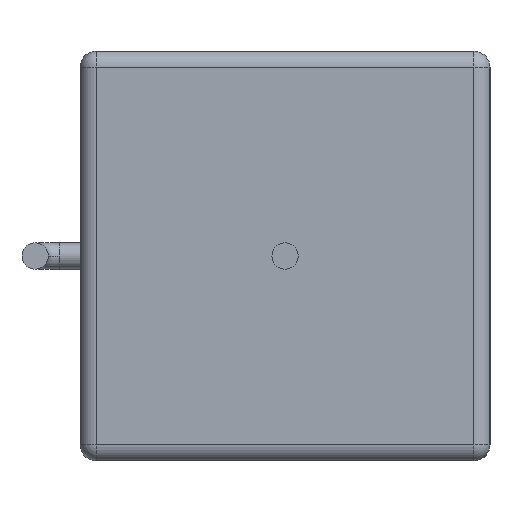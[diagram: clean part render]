
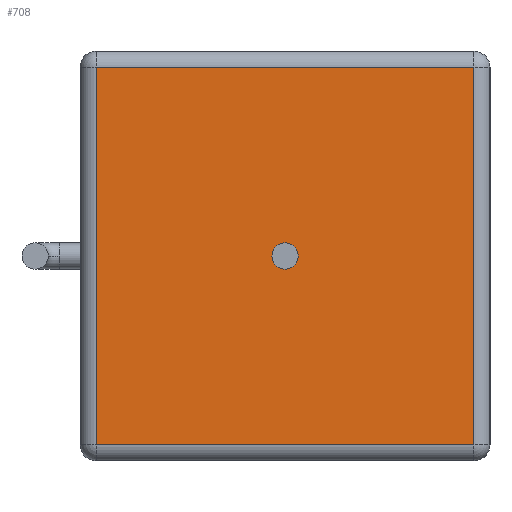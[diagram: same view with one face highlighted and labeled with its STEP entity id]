
A CAD part, front view. The second image highlights one B-rep face of the part: STEP entity #708.
In plain terms, the highlighted planar face has unit normal (0, -1, 0).
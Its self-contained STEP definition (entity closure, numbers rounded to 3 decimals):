
#17 = DIRECTION ( 'NONE',  ( 0., -1., 0. ) ) ;
#31 = VECTOR ( 'NONE', #194, 1000. ) ;
#67 = CARTESIAN_POINT ( 'NONE',  ( 0., 0.5, 0. ) ) ;
#77 = EDGE_CURVE ( 'NONE', #818, #743, #883, .T. ) ;
#83 = CIRCLE ( 'NONE', #735, 0.4 ) ;
#138 = DIRECTION ( 'NONE',  ( 0., 0., -1. ) ) ;
#168 = CIRCLE ( 'NONE', #1070, 0.4 ) ;
#192 = VERTEX_POINT ( 'NONE', #568 ) ;
#194 = DIRECTION ( 'NONE',  ( 1., 0., 0. ) ) ;
#204 = EDGE_LOOP ( 'NONE', ( #478, #433 ) ) ;
#212 = VERTEX_POINT ( 'NONE', #829 ) ;
#216 = DIRECTION ( 'NONE',  ( -1., 0., 0. ) ) ;
#299 = FACE_BOUND ( 'NONE', #204, .T. ) ;
#329 = EDGE_LOOP ( 'NONE', ( #971, #549, #480, #973 ) ) ;
#334 = PLANE ( 'NONE',  #967 ) ;
#379 = EDGE_CURVE ( 'NONE', #898, #192, #429, .T. ) ;
#391 = LINE ( 'NONE', #734, #917 ) ;
#397 = CARTESIAN_POINT ( 'NONE',  ( 0., 0.5, 0.4 ) ) ;
#417 = VECTOR ( 'NONE', #138, 1000. ) ;
#429 = LINE ( 'NONE', #855, #671 ) ;
#433 = ORIENTED_EDGE ( 'NONE', *, *, #706, .F. ) ;
#461 = LINE ( 'NONE', #543, #31 ) ;
#478 = ORIENTED_EDGE ( 'NONE', *, *, #546, .F. ) ;
#480 = ORIENTED_EDGE ( 'NONE', *, *, #869, .T. ) ;
#520 = FACE_OUTER_BOUND ( 'NONE', #329, .T. ) ;
#543 = CARTESIAN_POINT ( 'NONE',  ( -6.25, 0.5, -5.75 ) ) ;
#546 = EDGE_CURVE ( 'NONE', #212, #1038, #168, .T. ) ;
#549 = ORIENTED_EDGE ( 'NONE', *, *, #77, .T. ) ;
#568 = CARTESIAN_POINT ( 'NONE',  ( 5.75, 0.5, 5.75 ) ) ;
#599 = CARTESIAN_POINT ( 'NONE',  ( -5.75, 0.5, -5.75 ) ) ;
#638 = DIRECTION ( 'NONE',  ( 0., 0., 1. ) ) ;
#671 = VECTOR ( 'NONE', #782, 1000. ) ;
#706 = EDGE_CURVE ( 'NONE', #1038, #212, #83, .T. ) ;
#708 = ADVANCED_FACE ( 'NONE', ( #520, #299 ), #334, .F. ) ;
#722 = CARTESIAN_POINT ( 'NONE',  ( 5.75, 0.5, -5.75 ) ) ;
#734 = CARTESIAN_POINT ( 'NONE',  ( -6.25, 0.5, 5.75 ) ) ;
#735 = AXIS2_PLACEMENT_3D ( 'NONE', #67, #773, #1024 ) ;
#743 = VERTEX_POINT ( 'NONE', #599 ) ;
#758 = DIRECTION ( 'NONE',  ( 0., 1., 0. ) ) ;
#773 = DIRECTION ( 'NONE',  ( 0., -1., 0. ) ) ;
#782 = DIRECTION ( 'NONE',  ( 0., 0., 1. ) ) ;
#818 = VERTEX_POINT ( 'NONE', #1043 ) ;
#829 = CARTESIAN_POINT ( 'NONE',  ( 0., 0.5, -0.4 ) ) ;
#838 = CARTESIAN_POINT ( 'NONE',  ( -5.75, 0.5, 6.25 ) ) ;
#855 = CARTESIAN_POINT ( 'NONE',  ( 5.75, 0.5, 6.25 ) ) ;
#869 = EDGE_CURVE ( 'NONE', #743, #898, #461, .T. ) ;
#883 = LINE ( 'NONE', #838, #417 ) ;
#898 = VERTEX_POINT ( 'NONE', #722 ) ;
#917 = VECTOR ( 'NONE', #216, 1000. ) ;
#960 = CARTESIAN_POINT ( 'NONE',  ( 0., 0.5, 0. ) ) ;
#967 = AXIS2_PLACEMENT_3D ( 'NONE', #1108, #758, #1102 ) ;
#971 = ORIENTED_EDGE ( 'NONE', *, *, #1034, .T. ) ;
#973 = ORIENTED_EDGE ( 'NONE', *, *, #379, .T. ) ;
#1024 = DIRECTION ( 'NONE',  ( 0., 0., 1. ) ) ;
#1034 = EDGE_CURVE ( 'NONE', #192, #818, #391, .T. ) ;
#1038 = VERTEX_POINT ( 'NONE', #397 ) ;
#1043 = CARTESIAN_POINT ( 'NONE',  ( -5.75, 0.5, 5.75 ) ) ;
#1070 = AXIS2_PLACEMENT_3D ( 'NONE', #960, #17, #638 ) ;
#1102 = DIRECTION ( 'NONE',  ( 0., 0., 1. ) ) ;
#1108 = CARTESIAN_POINT ( 'NONE',  ( -6.25, 0.5, 6.25 ) ) ;
